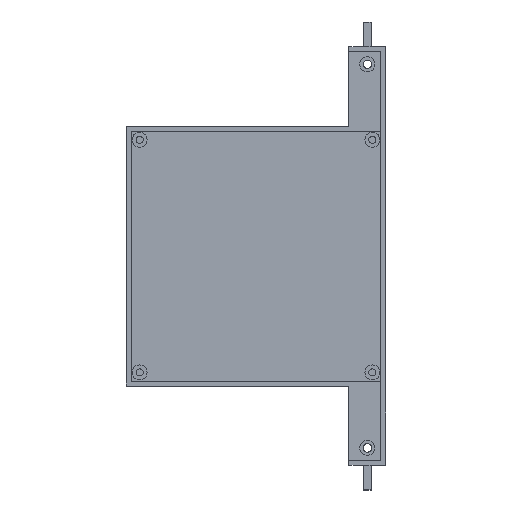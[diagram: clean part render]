
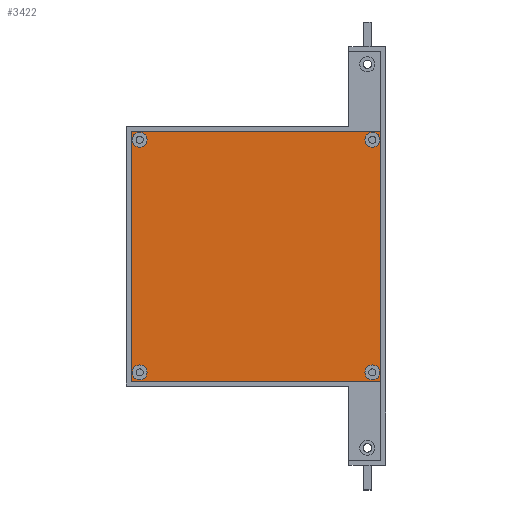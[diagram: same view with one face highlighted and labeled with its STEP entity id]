
A CAD part, top view. The second image highlights one B-rep face of the part: STEP entity #3422.
In plain terms, the highlighted planar face has unit normal (0, 0, 1).
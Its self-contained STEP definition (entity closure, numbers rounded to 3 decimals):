
#598 = PLANE('',#599);
#599 = AXIS2_PLACEMENT_3D('',#600,#601,#602);
#600 = CARTESIAN_POINT('',(50.5,0.,27.202));
#601 = DIRECTION('',(-1.,-0.,0.));
#602 = DIRECTION('',(0.,0.,-1.));
#1227 = VERTEX_POINT('',#1228);
#1228 = CARTESIAN_POINT('',(50.5,50.5,2.));
#1242 = PLANE('',#1243);
#1243 = AXIS2_PLACEMENT_3D('',#1244,#1245,#1246);
#1244 = CARTESIAN_POINT('',(-50.5,50.5,2.));
#1245 = DIRECTION('',(0.,1.,0.));
#1246 = DIRECTION('',(1.,0.,0.));
#1254 = EDGE_CURVE('',#1227,#1255,#1257,.T.);
#1255 = VERTEX_POINT('',#1256);
#1256 = CARTESIAN_POINT('',(50.5,-50.5,2.));
#1257 = SURFACE_CURVE('',#1258,(#1262,#1269),.PCURVE_S1.);
#1258 = LINE('',#1259,#1260);
#1259 = CARTESIAN_POINT('',(50.5,50.5,2.));
#1260 = VECTOR('',#1261,1.);
#1261 = DIRECTION('',(0.,-1.,0.));
#1262 = PCURVE('',#598,#1263);
#1263 = DEFINITIONAL_REPRESENTATION('',(#1264),#1268);
#1264 = LINE('',#1265,#1266);
#1265 = CARTESIAN_POINT('',(25.202,-50.5));
#1266 = VECTOR('',#1267,1.);
#1267 = DIRECTION('',(0.,1.));
#1268 = ( GEOMETRIC_REPRESENTATION_CONTEXT(2) 
PARAMETRIC_REPRESENTATION_CONTEXT() REPRESENTATION_CONTEXT('2D SPACE',''
  ) );
#1269 = PCURVE('',#1270,#1275);
#1270 = PLANE('',#1271);
#1271 = AXIS2_PLACEMENT_3D('',#1272,#1273,#1274);
#1272 = CARTESIAN_POINT('',(0.,0.,2.));
#1273 = DIRECTION('',(0.,0.,1.));
#1274 = DIRECTION('',(1.,0.,0.));
#1275 = DEFINITIONAL_REPRESENTATION('',(#1276),#1280);
#1276 = LINE('',#1277,#1278);
#1277 = CARTESIAN_POINT('',(50.5,50.5));
#1278 = VECTOR('',#1279,1.);
#1279 = DIRECTION('',(0.,-1.));
#1280 = ( GEOMETRIC_REPRESENTATION_CONTEXT(2) 
PARAMETRIC_REPRESENTATION_CONTEXT() REPRESENTATION_CONTEXT('2D SPACE',''
  ) );
#1298 = PLANE('',#1299);
#1299 = AXIS2_PLACEMENT_3D('',#1300,#1301,#1302);
#1300 = CARTESIAN_POINT('',(50.5,-50.5,2.));
#1301 = DIRECTION('',(0.,-1.,0.));
#1302 = DIRECTION('',(-1.,0.,0.));
#2222 = PLANE('',#2223);
#2223 = AXIS2_PLACEMENT_3D('',#2224,#2225,#2226);
#2224 = CARTESIAN_POINT('',(-50.5,-50.5,2.));
#2225 = DIRECTION('',(-1.,0.,0.));
#2226 = DIRECTION('',(0.,1.,0.));
#3380 = VERTEX_POINT('',#3381);
#3381 = CARTESIAN_POINT('',(-50.5,-50.5,2.));
#3402 = EDGE_CURVE('',#1255,#3380,#3403,.T.);
#3403 = SURFACE_CURVE('',#3404,(#3408,#3415),.PCURVE_S1.);
#3404 = LINE('',#3405,#3406);
#3405 = CARTESIAN_POINT('',(50.5,-50.5,2.));
#3406 = VECTOR('',#3407,1.);
#3407 = DIRECTION('',(-1.,0.,0.));
#3408 = PCURVE('',#1298,#3409);
#3409 = DEFINITIONAL_REPRESENTATION('',(#3410),#3414);
#3410 = LINE('',#3411,#3412);
#3411 = CARTESIAN_POINT('',(0.,-0.));
#3412 = VECTOR('',#3413,1.);
#3413 = DIRECTION('',(1.,0.));
#3414 = ( GEOMETRIC_REPRESENTATION_CONTEXT(2) 
PARAMETRIC_REPRESENTATION_CONTEXT() REPRESENTATION_CONTEXT('2D SPACE',''
  ) );
#3415 = PCURVE('',#1270,#3416);
#3416 = DEFINITIONAL_REPRESENTATION('',(#3417),#3421);
#3417 = LINE('',#3418,#3419);
#3418 = CARTESIAN_POINT('',(50.5,-50.5));
#3419 = VECTOR('',#3420,1.);
#3420 = DIRECTION('',(-1.,0.));
#3421 = ( GEOMETRIC_REPRESENTATION_CONTEXT(2) 
PARAMETRIC_REPRESENTATION_CONTEXT() REPRESENTATION_CONTEXT('2D SPACE',''
  ) );
#3422 = ADVANCED_FACE('',(#3423,#3471,#3502,#3533,#3564),#1270,.T.);
#3423 = FACE_BOUND('',#3424,.T.);
#3424 = EDGE_LOOP('',(#3425,#3426,#3427,#3450));
#3425 = ORIENTED_EDGE('',*,*,#3402,.F.);
#3426 = ORIENTED_EDGE('',*,*,#1254,.F.);
#3427 = ORIENTED_EDGE('',*,*,#3428,.F.);
#3428 = EDGE_CURVE('',#3429,#1227,#3431,.T.);
#3429 = VERTEX_POINT('',#3430);
#3430 = CARTESIAN_POINT('',(-50.5,50.5,2.));
#3431 = SURFACE_CURVE('',#3432,(#3436,#3443),.PCURVE_S1.);
#3432 = LINE('',#3433,#3434);
#3433 = CARTESIAN_POINT('',(-50.5,50.5,2.));
#3434 = VECTOR('',#3435,1.);
#3435 = DIRECTION('',(1.,0.,0.));
#3436 = PCURVE('',#1270,#3437);
#3437 = DEFINITIONAL_REPRESENTATION('',(#3438),#3442);
#3438 = LINE('',#3439,#3440);
#3439 = CARTESIAN_POINT('',(-50.5,50.5));
#3440 = VECTOR('',#3441,1.);
#3441 = DIRECTION('',(1.,0.));
#3442 = ( GEOMETRIC_REPRESENTATION_CONTEXT(2) 
PARAMETRIC_REPRESENTATION_CONTEXT() REPRESENTATION_CONTEXT('2D SPACE',''
  ) );
#3443 = PCURVE('',#1242,#3444);
#3444 = DEFINITIONAL_REPRESENTATION('',(#3445),#3449);
#3445 = LINE('',#3446,#3447);
#3446 = CARTESIAN_POINT('',(0.,0.));
#3447 = VECTOR('',#3448,1.);
#3448 = DIRECTION('',(1.,0.));
#3449 = ( GEOMETRIC_REPRESENTATION_CONTEXT(2) 
PARAMETRIC_REPRESENTATION_CONTEXT() REPRESENTATION_CONTEXT('2D SPACE',''
  ) );
#3450 = ORIENTED_EDGE('',*,*,#3451,.F.);
#3451 = EDGE_CURVE('',#3380,#3429,#3452,.T.);
#3452 = SURFACE_CURVE('',#3453,(#3457,#3464),.PCURVE_S1.);
#3453 = LINE('',#3454,#3455);
#3454 = CARTESIAN_POINT('',(-50.5,-50.5,2.));
#3455 = VECTOR('',#3456,1.);
#3456 = DIRECTION('',(0.,1.,0.));
#3457 = PCURVE('',#1270,#3458);
#3458 = DEFINITIONAL_REPRESENTATION('',(#3459),#3463);
#3459 = LINE('',#3460,#3461);
#3460 = CARTESIAN_POINT('',(-50.5,-50.5));
#3461 = VECTOR('',#3462,1.);
#3462 = DIRECTION('',(0.,1.));
#3463 = ( GEOMETRIC_REPRESENTATION_CONTEXT(2) 
PARAMETRIC_REPRESENTATION_CONTEXT() REPRESENTATION_CONTEXT('2D SPACE',''
  ) );
#3464 = PCURVE('',#2222,#3465);
#3465 = DEFINITIONAL_REPRESENTATION('',(#3466),#3470);
#3466 = LINE('',#3467,#3468);
#3467 = CARTESIAN_POINT('',(0.,0.));
#3468 = VECTOR('',#3469,1.);
#3469 = DIRECTION('',(1.,0.));
#3470 = ( GEOMETRIC_REPRESENTATION_CONTEXT(2) 
PARAMETRIC_REPRESENTATION_CONTEXT() REPRESENTATION_CONTEXT('2D SPACE',''
  ) );
#3471 = FACE_BOUND('',#3472,.T.);
#3472 = EDGE_LOOP('',(#3473));
#3473 = ORIENTED_EDGE('',*,*,#3474,.F.);
#3474 = EDGE_CURVE('',#3475,#3475,#3477,.T.);
#3475 = VERTEX_POINT('',#3476);
#3476 = CARTESIAN_POINT('',(-44.,-47.,2.));
#3477 = SURFACE_CURVE('',#3478,(#3483,#3490),.PCURVE_S1.);
#3478 = CIRCLE('',#3479,3.);
#3479 = AXIS2_PLACEMENT_3D('',#3480,#3481,#3482);
#3480 = CARTESIAN_POINT('',(-47.,-47.,2.));
#3481 = DIRECTION('',(0.,0.,1.));
#3482 = DIRECTION('',(1.,0.,0.));
#3483 = PCURVE('',#1270,#3484);
#3484 = DEFINITIONAL_REPRESENTATION('',(#3485),#3489);
#3485 = CIRCLE('',#3486,3.);
#3486 = AXIS2_PLACEMENT_2D('',#3487,#3488);
#3487 = CARTESIAN_POINT('',(-47.,-47.));
#3488 = DIRECTION('',(1.,0.));
#3489 = ( GEOMETRIC_REPRESENTATION_CONTEXT(2) 
PARAMETRIC_REPRESENTATION_CONTEXT() REPRESENTATION_CONTEXT('2D SPACE',''
  ) );
#3490 = PCURVE('',#3491,#3496);
#3491 = CYLINDRICAL_SURFACE('',#3492,3.);
#3492 = AXIS2_PLACEMENT_3D('',#3493,#3494,#3495);
#3493 = CARTESIAN_POINT('',(-47.,-47.,2.));
#3494 = DIRECTION('',(-0.,-0.,-1.));
#3495 = DIRECTION('',(1.,0.,0.));
#3496 = DEFINITIONAL_REPRESENTATION('',(#3497),#3501);
#3497 = LINE('',#3498,#3499);
#3498 = CARTESIAN_POINT('',(-0.,0.));
#3499 = VECTOR('',#3500,1.);
#3500 = DIRECTION('',(-1.,0.));
#3501 = ( GEOMETRIC_REPRESENTATION_CONTEXT(2) 
PARAMETRIC_REPRESENTATION_CONTEXT() REPRESENTATION_CONTEXT('2D SPACE',''
  ) );
#3502 = FACE_BOUND('',#3503,.T.);
#3503 = EDGE_LOOP('',(#3504));
#3504 = ORIENTED_EDGE('',*,*,#3505,.F.);
#3505 = EDGE_CURVE('',#3506,#3506,#3508,.T.);
#3506 = VERTEX_POINT('',#3507);
#3507 = CARTESIAN_POINT('',(50.,-47.,2.));
#3508 = SURFACE_CURVE('',#3509,(#3514,#3521),.PCURVE_S1.);
#3509 = CIRCLE('',#3510,3.);
#3510 = AXIS2_PLACEMENT_3D('',#3511,#3512,#3513);
#3511 = CARTESIAN_POINT('',(47.,-47.,2.));
#3512 = DIRECTION('',(0.,0.,1.));
#3513 = DIRECTION('',(1.,0.,0.));
#3514 = PCURVE('',#1270,#3515);
#3515 = DEFINITIONAL_REPRESENTATION('',(#3516),#3520);
#3516 = CIRCLE('',#3517,3.);
#3517 = AXIS2_PLACEMENT_2D('',#3518,#3519);
#3518 = CARTESIAN_POINT('',(47.,-47.));
#3519 = DIRECTION('',(1.,0.));
#3520 = ( GEOMETRIC_REPRESENTATION_CONTEXT(2) 
PARAMETRIC_REPRESENTATION_CONTEXT() REPRESENTATION_CONTEXT('2D SPACE',''
  ) );
#3521 = PCURVE('',#3522,#3527);
#3522 = CYLINDRICAL_SURFACE('',#3523,3.);
#3523 = AXIS2_PLACEMENT_3D('',#3524,#3525,#3526);
#3524 = CARTESIAN_POINT('',(47.,-47.,2.));
#3525 = DIRECTION('',(-0.,-0.,-1.));
#3526 = DIRECTION('',(1.,0.,0.));
#3527 = DEFINITIONAL_REPRESENTATION('',(#3528),#3532);
#3528 = LINE('',#3529,#3530);
#3529 = CARTESIAN_POINT('',(-0.,0.));
#3530 = VECTOR('',#3531,1.);
#3531 = DIRECTION('',(-1.,0.));
#3532 = ( GEOMETRIC_REPRESENTATION_CONTEXT(2) 
PARAMETRIC_REPRESENTATION_CONTEXT() REPRESENTATION_CONTEXT('2D SPACE',''
  ) );
#3533 = FACE_BOUND('',#3534,.T.);
#3534 = EDGE_LOOP('',(#3535));
#3535 = ORIENTED_EDGE('',*,*,#3536,.F.);
#3536 = EDGE_CURVE('',#3537,#3537,#3539,.T.);
#3537 = VERTEX_POINT('',#3538);
#3538 = CARTESIAN_POINT('',(-44.,47.,2.));
#3539 = SURFACE_CURVE('',#3540,(#3545,#3552),.PCURVE_S1.);
#3540 = CIRCLE('',#3541,3.);
#3541 = AXIS2_PLACEMENT_3D('',#3542,#3543,#3544);
#3542 = CARTESIAN_POINT('',(-47.,47.,2.));
#3543 = DIRECTION('',(0.,0.,1.));
#3544 = DIRECTION('',(1.,0.,0.));
#3545 = PCURVE('',#1270,#3546);
#3546 = DEFINITIONAL_REPRESENTATION('',(#3547),#3551);
#3547 = CIRCLE('',#3548,3.);
#3548 = AXIS2_PLACEMENT_2D('',#3549,#3550);
#3549 = CARTESIAN_POINT('',(-47.,47.));
#3550 = DIRECTION('',(1.,0.));
#3551 = ( GEOMETRIC_REPRESENTATION_CONTEXT(2) 
PARAMETRIC_REPRESENTATION_CONTEXT() REPRESENTATION_CONTEXT('2D SPACE',''
  ) );
#3552 = PCURVE('',#3553,#3558);
#3553 = CYLINDRICAL_SURFACE('',#3554,3.);
#3554 = AXIS2_PLACEMENT_3D('',#3555,#3556,#3557);
#3555 = CARTESIAN_POINT('',(-47.,47.,2.));
#3556 = DIRECTION('',(-0.,-0.,-1.));
#3557 = DIRECTION('',(1.,0.,0.));
#3558 = DEFINITIONAL_REPRESENTATION('',(#3559),#3563);
#3559 = LINE('',#3560,#3561);
#3560 = CARTESIAN_POINT('',(-0.,0.));
#3561 = VECTOR('',#3562,1.);
#3562 = DIRECTION('',(-1.,0.));
#3563 = ( GEOMETRIC_REPRESENTATION_CONTEXT(2) 
PARAMETRIC_REPRESENTATION_CONTEXT() REPRESENTATION_CONTEXT('2D SPACE',''
  ) );
#3564 = FACE_BOUND('',#3565,.T.);
#3565 = EDGE_LOOP('',(#3566));
#3566 = ORIENTED_EDGE('',*,*,#3567,.F.);
#3567 = EDGE_CURVE('',#3568,#3568,#3570,.T.);
#3568 = VERTEX_POINT('',#3569);
#3569 = CARTESIAN_POINT('',(50.,47.,2.));
#3570 = SURFACE_CURVE('',#3571,(#3576,#3583),.PCURVE_S1.);
#3571 = CIRCLE('',#3572,3.);
#3572 = AXIS2_PLACEMENT_3D('',#3573,#3574,#3575);
#3573 = CARTESIAN_POINT('',(47.,47.,2.));
#3574 = DIRECTION('',(0.,0.,1.));
#3575 = DIRECTION('',(1.,0.,0.));
#3576 = PCURVE('',#1270,#3577);
#3577 = DEFINITIONAL_REPRESENTATION('',(#3578),#3582);
#3578 = CIRCLE('',#3579,3.);
#3579 = AXIS2_PLACEMENT_2D('',#3580,#3581);
#3580 = CARTESIAN_POINT('',(47.,47.));
#3581 = DIRECTION('',(1.,0.));
#3582 = ( GEOMETRIC_REPRESENTATION_CONTEXT(2) 
PARAMETRIC_REPRESENTATION_CONTEXT() REPRESENTATION_CONTEXT('2D SPACE',''
  ) );
#3583 = PCURVE('',#3584,#3589);
#3584 = CYLINDRICAL_SURFACE('',#3585,3.);
#3585 = AXIS2_PLACEMENT_3D('',#3586,#3587,#3588);
#3586 = CARTESIAN_POINT('',(47.,47.,2.));
#3587 = DIRECTION('',(-0.,-0.,-1.));
#3588 = DIRECTION('',(1.,0.,0.));
#3589 = DEFINITIONAL_REPRESENTATION('',(#3590),#3594);
#3590 = LINE('',#3591,#3592);
#3591 = CARTESIAN_POINT('',(-0.,0.));
#3592 = VECTOR('',#3593,1.);
#3593 = DIRECTION('',(-1.,0.));
#3594 = ( GEOMETRIC_REPRESENTATION_CONTEXT(2) 
PARAMETRIC_REPRESENTATION_CONTEXT() REPRESENTATION_CONTEXT('2D SPACE',''
  ) );
